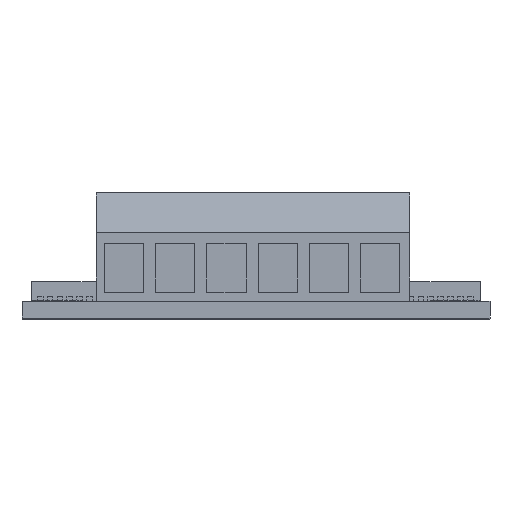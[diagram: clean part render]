
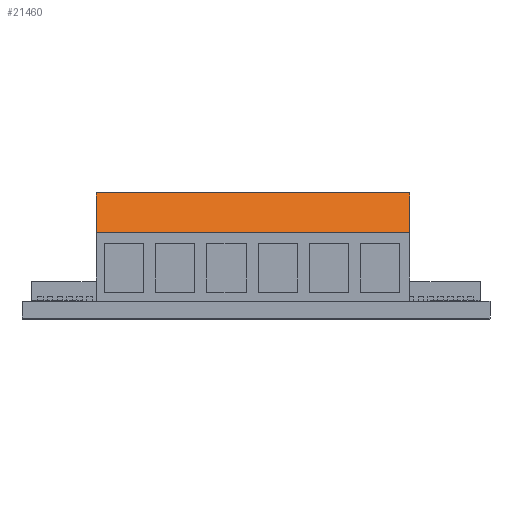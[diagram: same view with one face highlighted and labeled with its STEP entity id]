
A CAD part, top view. The second image highlights one B-rep face of the part: STEP entity #21460.
In plain terms, the highlighted planar face has unit normal (0, 0.342, 0.94).
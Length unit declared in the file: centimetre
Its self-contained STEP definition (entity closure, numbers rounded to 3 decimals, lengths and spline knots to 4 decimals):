
#511 = ORIENTED_EDGE ( 'NONE', *, *, #20464, .F. ) ;
#1108 = ORIENTED_EDGE ( 'NONE', *, *, #12784, .F. ) ;
#1581 = VECTOR ( 'NONE', #14791, 100. ) ;
#2308 = EDGE_CURVE ( 'NONE', #3769, #5655, #20567, .T. ) ;
#2814 = CARTESIAN_POINT ( 'NONE',  ( 0.7555, 1.27, -0.1603 ) ) ;
#3114 = VECTOR ( 'NONE', #18191, 100. ) ;
#3615 = EDGE_CURVE ( 'NONE', #5655, #13826, #13282, .T. ) ;
#3769 = VERTEX_POINT ( 'NONE', #21337 ) ;
#4662 = CARTESIAN_POINT ( 'NONE',  ( 3.9355, 1.27, -0.1603 ) ) ;
#5655 = VERTEX_POINT ( 'NONE', #2814 ) ;
#6538 = PLANE ( 'NONE',  #16915 ) ;
#6550 = CARTESIAN_POINT ( 'NONE',  ( 0.7555, 0.87, -0.0147 ) ) ;
#7633 = LINE ( 'NONE', #6550, #16148 ) ;
#8183 = DIRECTION ( 'NONE',  ( -1., 0., 0. ) ) ;
#8249 = DIRECTION ( 'NONE',  ( 1., 0., 0. ) ) ;
#8614 = VERTEX_POINT ( 'NONE', #15431 ) ;
#8771 = VECTOR ( 'NONE', #20436, 100. ) ;
#10251 = CARTESIAN_POINT ( 'NONE',  ( 3.9355, 1.27, -0.1603 ) ) ;
#11588 = CARTESIAN_POINT ( 'NONE',  ( 0., 1.27, -0.1603 ) ) ;
#12580 = ORIENTED_EDGE ( 'NONE', *, *, #3615, .F. ) ;
#12784 = EDGE_CURVE ( 'NONE', #13826, #8614, #19034, .T. ) ;
#13282 = LINE ( 'NONE', #18765, #8771 ) ;
#13826 = VERTEX_POINT ( 'NONE', #10251 ) ;
#14791 = DIRECTION ( 'NONE',  ( 0., -0.94, 0.342 ) ) ;
#15182 = FACE_OUTER_BOUND ( 'NONE', #15936, .T. ) ;
#15431 = CARTESIAN_POINT ( 'NONE',  ( 3.9355, 0.87, -0.0147 ) ) ;
#15936 = EDGE_LOOP ( 'NONE', ( #16908, #511, #1108, #12580 ) ) ;
#16148 = VECTOR ( 'NONE', #8183, 100. ) ;
#16461 = CARTESIAN_POINT ( 'NONE',  ( 0.7555, 1.27, -0.1603 ) ) ;
#16908 = ORIENTED_EDGE ( 'NONE', *, *, #2308, .F. ) ;
#16915 = AXIS2_PLACEMENT_3D ( 'NONE', #11588, #18429, #8249 ) ;
#18191 = DIRECTION ( 'NONE',  ( 0., 0.94, -0.342 ) ) ;
#18429 = DIRECTION ( 'NONE',  ( 0., -0.342, -0.94 ) ) ;
#18765 = CARTESIAN_POINT ( 'NONE',  ( 0., 1.27, -0.1603 ) ) ;
#19034 = LINE ( 'NONE', #4662, #1581 ) ;
#20436 = DIRECTION ( 'NONE',  ( 1., 0., 0. ) ) ;
#20464 = EDGE_CURVE ( 'NONE', #8614, #3769, #7633, .T. ) ;
#20567 = LINE ( 'NONE', #16461, #3114 ) ;
#21337 = CARTESIAN_POINT ( 'NONE',  ( 0.7555, 0.87, -0.0147 ) ) ;
#21460 = ADVANCED_FACE ( 'NONE', ( #15182 ), #6538, .F. ) ;
